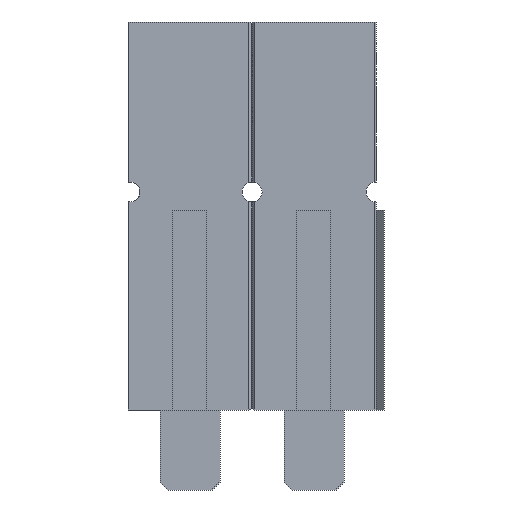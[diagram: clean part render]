
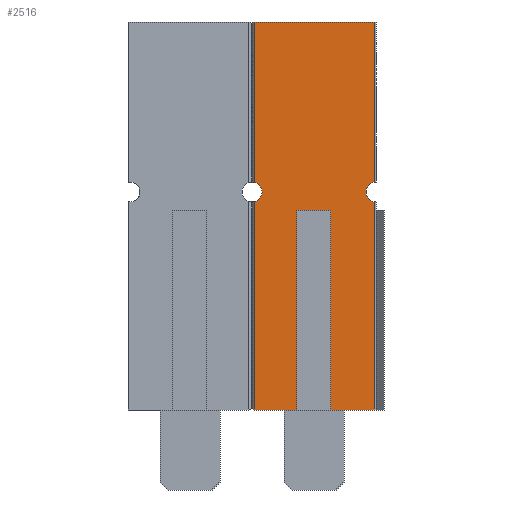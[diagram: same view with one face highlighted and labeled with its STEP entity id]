
A CAD part, front view. The second image highlights one B-rep face of the part: STEP entity #2516.
In plain terms, the highlighted planar face has unit normal (0, -1, 0).
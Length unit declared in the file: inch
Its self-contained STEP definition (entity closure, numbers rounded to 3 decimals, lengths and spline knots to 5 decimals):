
#46=PLANE($,#2677);
#178=FACE_OUTER_BOUND($,#309,.T.);
#309=EDGE_LOOP($,(#1885,#1886,#1887,#1888,#1889,#1890,#1891,#1892,#1893,
#1894,#1895,#1896));
#403=CIRCLE($,#2622,0.025);
#408=CIRCLE($,#2640,0.025);
#436=LINE($,#3516,#761);
#463=LINE($,#3568,#788);
#469=LINE($,#3579,#794);
#522=LINE($,#3686,#847);
#526=LINE($,#3693,#851);
#541=LINE($,#3722,#866);
#551=LINE($,#3740,#876);
#552=LINE($,#3742,#877);
#553=LINE($,#3744,#878);
#554=LINE($,#3745,#879);
#761=VECTOR($,#2867,0.52051);
#788=VECTOR($,#2906,0.40051);
#794=VECTOR($,#2914,0.52051);
#847=VECTOR($,#2999,0.1075);
#851=VECTOR($,#3003,0.1075);
#866=VECTOR($,#3028,0.3);
#876=VECTOR($,#3040,0.40051);
#877=VECTOR($,#3041,0.5);
#878=VECTOR($,#3042,0.085);
#879=VECTOR($,#3043,0.5);
#1088=VERTEX_POINT($,#3426);
#1089=VERTEX_POINT($,#3428);
#1106=VERTEX_POINT($,#3463);
#1107=VERTEX_POINT($,#3465);
#1126=VERTEX_POINT($,#3515);
#1145=VERTEX_POINT($,#3567);
#1149=VERTEX_POINT($,#3577);
#1187=VERTEX_POINT($,#3685);
#1190=VERTEX_POINT($,#3691);
#1199=VERTEX_POINT($,#3721);
#1207=VERTEX_POINT($,#3741);
#1208=VERTEX_POINT($,#3743);
#1313=EDGE_CURVE($,#1089,#1088,#403,.T.);
#1331=EDGE_CURVE($,#1107,#1106,#408,.T.);
#1356=EDGE_CURVE($,#1089,#1126,#436,.T.);
#1383=EDGE_CURVE($,#1107,#1145,#463,.T.);
#1389=EDGE_CURVE($,#1149,#1106,#469,.T.);
#1442=EDGE_CURVE($,#1187,#1126,#522,.T.);
#1446=EDGE_CURVE($,#1149,#1190,#526,.T.);
#1461=EDGE_CURVE($,#1145,#1199,#541,.T.);
#1471=EDGE_CURVE($,#1199,#1088,#551,.T.);
#1472=EDGE_CURVE($,#1190,#1207,#552,.T.);
#1473=EDGE_CURVE($,#1207,#1208,#553,.T.);
#1474=EDGE_CURVE($,#1208,#1187,#554,.T.);
#1885=ORIENTED_EDGE($,*,*,#1313,.T.);
#1886=ORIENTED_EDGE($,*,*,#1471,.F.);
#1887=ORIENTED_EDGE($,*,*,#1461,.F.);
#1888=ORIENTED_EDGE($,*,*,#1383,.F.);
#1889=ORIENTED_EDGE($,*,*,#1331,.T.);
#1890=ORIENTED_EDGE($,*,*,#1389,.F.);
#1891=ORIENTED_EDGE($,*,*,#1446,.T.);
#1892=ORIENTED_EDGE($,*,*,#1472,.T.);
#1893=ORIENTED_EDGE($,*,*,#1473,.T.);
#1894=ORIENTED_EDGE($,*,*,#1474,.T.);
#1895=ORIENTED_EDGE($,*,*,#1442,.T.);
#1896=ORIENTED_EDGE($,*,*,#1356,.F.);
#2516=ADVANCED_FACE($,(#178),#46,.T.);
#2622=AXIS2_PLACEMENT_3D($,#3429,#2790,#2791);
#2640=AXIS2_PLACEMENT_3D($,#3466,#2827,#2828);
#2677=AXIS2_PLACEMENT_3D($,#3739,#3038,#3039);
#2790=DIRECTION('center_axis',(0.,1.,0.));
#2791=DIRECTION('ref_axis',(-1.,0.,0.));
#2827=DIRECTION('center_axis',(0.,1.,0.));
#2828=DIRECTION('ref_axis',(-1.,0.,0.));
#2867=DIRECTION($,(0.,0.,-1.));
#2906=DIRECTION($,(0.,0.,1.));
#2914=DIRECTION($,(0.,0.,1.));
#2999=DIRECTION($,(1.,0.,0.));
#3003=DIRECTION($,(1.,0.,0.));
#3028=DIRECTION($,(1.,0.,0.));
#3038=DIRECTION('center_axis',(0.,-1.,0.));
#3039=DIRECTION('ref_axis',(0.,0.,-1.));
#3040=DIRECTION($,(0.,0.,-1.));
#3041=DIRECTION($,(0.,0.,1.));
#3042=DIRECTION($,(1.,0.,0.));
#3043=DIRECTION($,(0.,0.,-1.));
#3426=CARTESIAN_POINT('',(0.46,-0.155,0.56949));
#3428=CARTESIAN_POINT('',(0.46,-0.155,0.52051));
#3429=CARTESIAN_POINT('Origin',(0.465,-0.155,0.545));
#3463=CARTESIAN_POINT('',(0.16,-0.155,0.52051));
#3465=CARTESIAN_POINT('',(0.16,-0.155,0.56949));
#3466=CARTESIAN_POINT('Origin',(0.155,-0.155,0.545));
#3515=CARTESIAN_POINT('',(0.46,-0.155,0.));
#3516=CARTESIAN_POINT($,(0.46,-0.155,0.7275));
#3567=CARTESIAN_POINT('',(0.16,-0.155,0.97));
#3568=CARTESIAN_POINT($,(0.16,-0.155,0.7275));
#3577=CARTESIAN_POINT('',(0.16,-0.155,0.));
#3579=CARTESIAN_POINT($,(0.16,-0.155,0.7275));
#3685=CARTESIAN_POINT('',(0.3525,-0.155,0.));
#3686=CARTESIAN_POINT($,(0.155,-0.155,0.));
#3691=CARTESIAN_POINT('',(0.2675,-0.155,0.));
#3693=CARTESIAN_POINT($,(0.155,-0.155,0.));
#3721=CARTESIAN_POINT('',(0.46,-0.155,0.97));
#3722=CARTESIAN_POINT($,(0.155,-0.155,0.97));
#3739=CARTESIAN_POINT('Origin',(0.155,-0.155,0.97));
#3740=CARTESIAN_POINT($,(0.46,-0.155,0.7275));
#3741=CARTESIAN_POINT('',(0.2675,-0.155,0.5));
#3742=CARTESIAN_POINT($,(0.2675,-0.155,0.485));
#3743=CARTESIAN_POINT('',(0.3525,-0.155,0.5));
#3744=CARTESIAN_POINT($,(0.2325,-0.155,0.5));
#3745=CARTESIAN_POINT($,(0.3525,-0.155,0.485));
